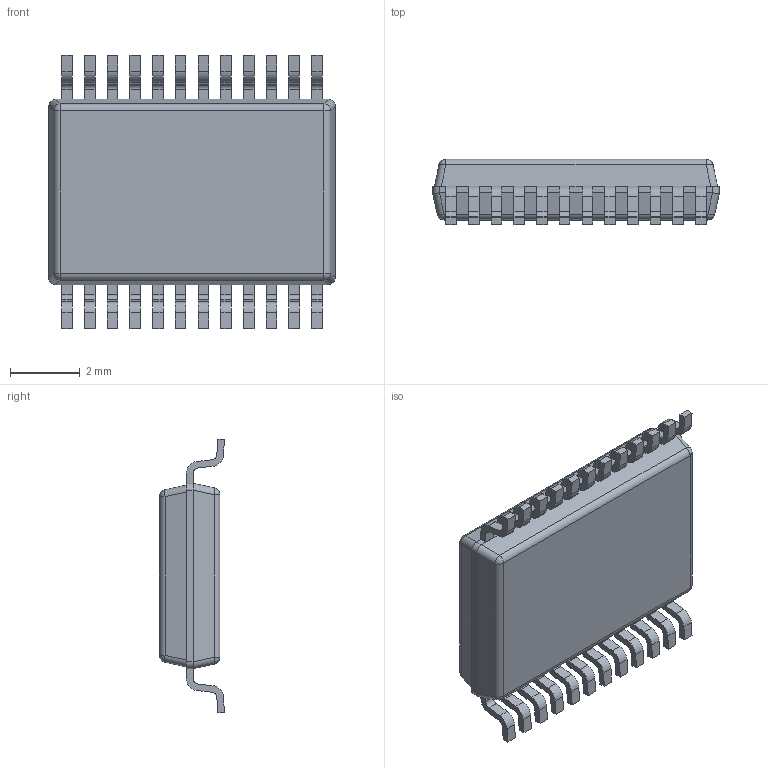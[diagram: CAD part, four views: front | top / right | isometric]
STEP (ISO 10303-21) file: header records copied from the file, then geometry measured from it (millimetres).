
FILE_DESCRIPTION((''),'2;1');
FILE_NAME('MSA24_ASM','2012-02-09T',('CKXSSC'),(''),'PRO/ENGINEER BY PARAMETRIC TECHNOLOGY CORPORATION, 2011220','PRO/ENGINEER BY PARAMETRIC TECHNOLOGY CORPORATION, 2011220','');
FILE_SCHEMA(('AUTOMOTIVE_DESIGN_CC2 { 1 2 10303 214 -1 1 5 2 }'));
Length unit declared in the file: millimetre
Products named in the file (3): BODY_MSA24; LEAD_MSA24; MSA24_ASM
Assembly tree (25 placements, depth 2):
  MSA24_ASM
    BODY_MSA24
    LEAD_MSA24  x24
Bounding box: 8.2 x 1.86 x 7.83 mm (x, y, z)
Volume: 73 mm3; surface area: 168.3 mm2
Topology: 25 solids, 25 shells, 383 faces, 971 edges, 637 vertices
Faces by surface type: plane 255, cylinder 118, sphere 10
Entity records: 2520 total; most frequent: CARTESIAN_POINT 454, DIRECTION 344, ORIENTED_EDGE 280, PRESENTATION_STYLE_ASSIGNMENT 142, STYLED_ITEM 142, CURVE_STYLE 140, EDGE_CURVE 140, AXIS2_PLACEMENT_3D 131
